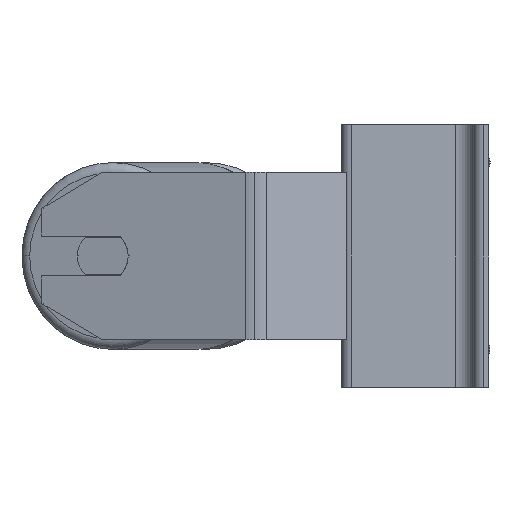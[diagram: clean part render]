
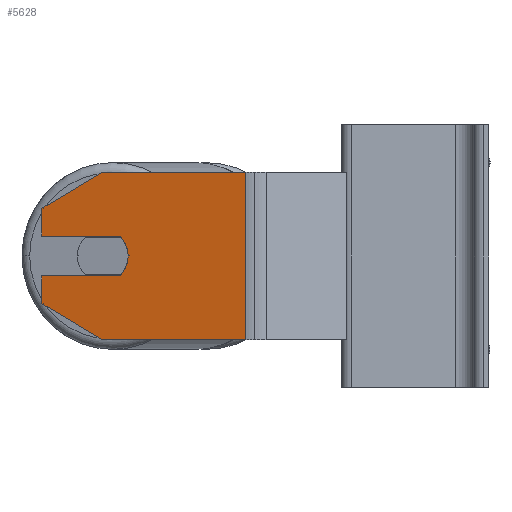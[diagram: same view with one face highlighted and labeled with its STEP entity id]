
A CAD part, left-side view. The second image highlights one B-rep face of the part: STEP entity #5628.
In plain terms, the highlighted planar face has unit normal (-0.966, 0.259, 0).
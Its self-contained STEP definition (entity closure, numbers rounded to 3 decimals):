
#102 = CARTESIAN_POINT ( 'NONE',  ( -275.774, 160.908, -40. ) ) ;
#435 = LINE ( 'NONE', #3699, #6828 ) ;
#490 = VERTEX_POINT ( 'NONE', #8730 ) ;
#515 = ORIENTED_EDGE ( 'NONE', *, *, #10487, .F. ) ;
#552 = ORIENTED_EDGE ( 'NONE', *, *, #1832, .T. ) ;
#729 = DIRECTION ( 'NONE',  ( -0.259, -0.966, 0. ) ) ;
#761 = PLANE ( 'NONE',  #2411 ) ;
#902 = ORIENTED_EDGE ( 'NONE', *, *, #7206, .F. ) ;
#911 = DIRECTION ( 'NONE',  ( -0.259, -0.966, 0. ) ) ;
#1436 = CARTESIAN_POINT ( 'NONE',  ( -275.774, 160.908, -22.679 ) ) ;
#1492 = VECTOR ( 'NONE', #3313, 1000. ) ;
#1508 = ORIENTED_EDGE ( 'NONE', *, *, #3119, .T. ) ;
#1513 = CARTESIAN_POINT ( 'NONE',  ( -283.539, 131.93, 40. ) ) ;
#1705 = LINE ( 'NONE', #102, #2012 ) ;
#1710 = LINE ( 'NONE', #3493, #3961 ) ;
#1832 = EDGE_CURVE ( 'NONE', #6553, #7007, #7051, .T. ) ;
#1866 = EDGE_CURVE ( 'NONE', #10036, #3281, #1705, .T. ) ;
#2012 = VECTOR ( 'NONE', #5633, 1000. ) ;
#2062 = ORIENTED_EDGE ( 'NONE', *, *, #2143, .F. ) ;
#2075 = CARTESIAN_POINT ( 'NONE',  ( -283.539, 131.93, -40. ) ) ;
#2093 = ORIENTED_EDGE ( 'NONE', *, *, #1866, .T. ) ;
#2143 = EDGE_CURVE ( 'NONE', #8998, #5805, #4753, .T. ) ;
#2253 = CIRCLE ( 'NONE', #2942, 12.5 ) ;
#2411 = AXIS2_PLACEMENT_3D ( 'NONE', #9123, #5654, #3278 ) ;
#2622 = LINE ( 'NONE', #3306, #5832 ) ;
#2644 = CARTESIAN_POINT ( 'NONE',  ( -275.774, 160.908, 22.679 ) ) ;
#2845 = CARTESIAN_POINT ( 'NONE',  ( -283.539, 131.93, -40. ) ) ;
#2942 = AXIS2_PLACEMENT_3D ( 'NONE', #10376, #3845, #2992 ) ;
#2945 = LINE ( 'NONE', #7100, #5115 ) ;
#2992 = DIRECTION ( 'NONE',  ( -0.259, -0.966, 0. ) ) ;
#3119 = EDGE_CURVE ( 'NONE', #7007, #9628, #7744, .T. ) ;
#3176 = CARTESIAN_POINT ( 'NONE',  ( -301.82, 63.704, 40. ) ) ;
#3278 = DIRECTION ( 'NONE',  ( 0.259, 0.966, 0. ) ) ;
#3281 = VERTEX_POINT ( 'NONE', #7849 ) ;
#3306 = CARTESIAN_POINT ( 'NONE',  ( -275.774, 160.908, -9.5 ) ) ;
#3313 = DIRECTION ( 'NONE',  ( 0.224, 0.837, -0.5 ) ) ;
#3493 = CARTESIAN_POINT ( 'NONE',  ( -275.774, 160.908, 40. ) ) ;
#3699 = CARTESIAN_POINT ( 'NONE',  ( -275.774, 160.908, 9.5 ) ) ;
#3737 = DIRECTION ( 'NONE',  ( -0.966, 0.259, 0. ) ) ;
#3797 = CARTESIAN_POINT ( 'NONE',  ( -285.642, 124.083, 9.5 ) ) ;
#3842 = DIRECTION ( 'NONE',  ( -0.259, -0.966, 0. ) ) ;
#3845 = DIRECTION ( 'NONE',  ( -0.966, 0.259, 0. ) ) ;
#3961 = VECTOR ( 'NONE', #911, 1000. ) ;
#4051 = CARTESIAN_POINT ( 'NONE',  ( -285.642, 124.083, -9.5 ) ) ;
#4149 = DIRECTION ( 'NONE',  ( 0., 0., -1. ) ) ;
#4688 = VECTOR ( 'NONE', #9372, 1000. ) ;
#4753 = CIRCLE ( 'NONE', #7181, 12.5 ) ;
#4761 = ORIENTED_EDGE ( 'NONE', *, *, #5103, .F. ) ;
#4826 = ORIENTED_EDGE ( 'NONE', *, *, #8926, .F. ) ;
#5006 = EDGE_CURVE ( 'NONE', #6553, #9054, #1710, .T. ) ;
#5103 = EDGE_CURVE ( 'NONE', #5805, #6297, #2253, .T. ) ;
#5115 = VECTOR ( 'NONE', #9743, 1000. ) ;
#5237 = CARTESIAN_POINT ( 'NONE',  ( -286.774, 119.856, 0. ) ) ;
#5298 = VERTEX_POINT ( 'NONE', #1436 ) ;
#5370 = DIRECTION ( 'NONE',  ( -0.224, -0.837, -0.5 ) ) ;
#5628 = ADVANCED_FACE ( 'NONE', ( #9011 ), #761, .F. ) ;
#5633 = DIRECTION ( 'NONE',  ( -0.259, -0.966, 0. ) ) ;
#5654 = DIRECTION ( 'NONE',  ( 0.966, -0.259, 0. ) ) ;
#5739 = CARTESIAN_POINT ( 'NONE',  ( -301.82, 63.704, 40. ) ) ;
#5805 = VERTEX_POINT ( 'NONE', #5237 ) ;
#5832 = VECTOR ( 'NONE', #729, 1000. ) ;
#6156 = VECTOR ( 'NONE', #5370, 1000. ) ;
#6297 = VERTEX_POINT ( 'NONE', #3797 ) ;
#6553 = VERTEX_POINT ( 'NONE', #1513 ) ;
#6554 = CARTESIAN_POINT ( 'NONE',  ( -275.774, 160.908, 22.679 ) ) ;
#6828 = VECTOR ( 'NONE', #7052, 1000. ) ;
#7007 = VERTEX_POINT ( 'NONE', #2644 ) ;
#7051 = LINE ( 'NONE', #6554, #1492 ) ;
#7052 = DIRECTION ( 'NONE',  ( 0.259, 0.966, 0. ) ) ;
#7081 = EDGE_LOOP ( 'NONE', ( #10462, #9495, #2093, #515, #8065, #552, #1508, #902, #4761, #2062, #4826 ) ) ;
#7100 = CARTESIAN_POINT ( 'NONE',  ( -275.774, 160.908, 40. ) ) ;
#7181 = AXIS2_PLACEMENT_3D ( 'NONE', #8617, #3737, #3842 ) ;
#7206 = EDGE_CURVE ( 'NONE', #6297, #9628, #435, .T. ) ;
#7297 = EDGE_CURVE ( 'NONE', #490, #5298, #2945, .T. ) ;
#7744 = LINE ( 'NONE', #8567, #4688 ) ;
#7849 = CARTESIAN_POINT ( 'NONE',  ( -301.82, 63.704, -40. ) ) ;
#8065 = ORIENTED_EDGE ( 'NONE', *, *, #5006, .F. ) ;
#8567 = CARTESIAN_POINT ( 'NONE',  ( -275.774, 160.908, 40. ) ) ;
#8574 = LINE ( 'NONE', #2075, #6156 ) ;
#8612 = EDGE_CURVE ( 'NONE', #5298, #10036, #8574, .T. ) ;
#8617 = CARTESIAN_POINT ( 'NONE',  ( -283.539, 131.93, 0. ) ) ;
#8722 = CARTESIAN_POINT ( 'NONE',  ( -275.774, 160.908, 9.5 ) ) ;
#8730 = CARTESIAN_POINT ( 'NONE',  ( -275.774, 160.908, -9.5 ) ) ;
#8926 = EDGE_CURVE ( 'NONE', #490, #8998, #2622, .T. ) ;
#8998 = VERTEX_POINT ( 'NONE', #4051 ) ;
#9011 = FACE_OUTER_BOUND ( 'NONE', #7081, .T. ) ;
#9023 = LINE ( 'NONE', #3176, #10230 ) ;
#9054 = VERTEX_POINT ( 'NONE', #5739 ) ;
#9123 = CARTESIAN_POINT ( 'NONE',  ( -275.774, 160.908, 40. ) ) ;
#9372 = DIRECTION ( 'NONE',  ( 0., 0., -1. ) ) ;
#9495 = ORIENTED_EDGE ( 'NONE', *, *, #8612, .T. ) ;
#9628 = VERTEX_POINT ( 'NONE', #8722 ) ;
#9743 = DIRECTION ( 'NONE',  ( 0., 0., -1. ) ) ;
#10036 = VERTEX_POINT ( 'NONE', #2845 ) ;
#10230 = VECTOR ( 'NONE', #4149, 1000. ) ;
#10376 = CARTESIAN_POINT ( 'NONE',  ( -283.539, 131.93, 0. ) ) ;
#10462 = ORIENTED_EDGE ( 'NONE', *, *, #7297, .T. ) ;
#10487 = EDGE_CURVE ( 'NONE', #9054, #3281, #9023, .T. ) ;
